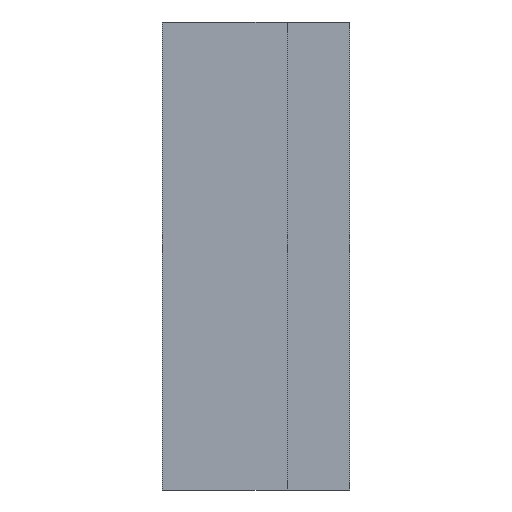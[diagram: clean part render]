
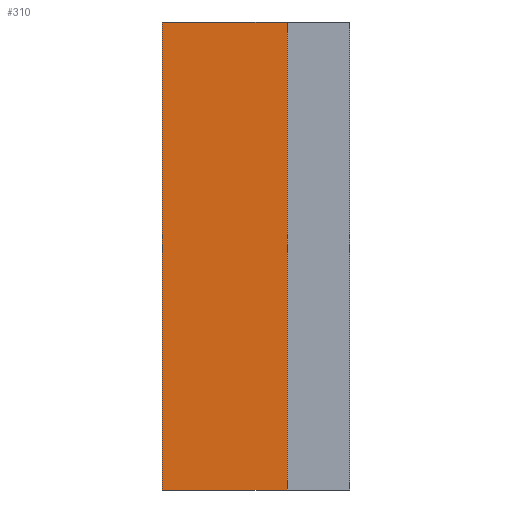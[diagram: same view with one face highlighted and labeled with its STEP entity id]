
A CAD part, left-side view. The second image highlights one B-rep face of the part: STEP entity #310.
In plain terms, the highlighted planar face has unit normal (-1, 0, 0).
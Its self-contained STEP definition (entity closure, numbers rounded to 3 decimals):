
#22=PLANE('',#350);
#38=FACE_OUTER_BOUND('',#56,.T.);
#56=EDGE_LOOP('',(#241,#242,#243,#244));
#78=LINE('',#471,#116);
#82=LINE('',#480,#120);
#83=LINE('',#482,#121);
#84=LINE('',#483,#122);
#116=VECTOR('',#388,10.);
#120=VECTOR('',#396,10.);
#121=VECTOR('',#397,10.);
#122=VECTOR('',#398,10.);
#157=VERTEX_POINT('',#464);
#160=VERTEX_POINT('',#469);
#163=VERTEX_POINT('',#479);
#164=VERTEX_POINT('',#481);
#190=EDGE_CURVE('',#157,#160,#78,.T.);
#194=EDGE_CURVE('',#163,#157,#82,.T.);
#195=EDGE_CURVE('',#164,#160,#83,.T.);
#196=EDGE_CURVE('',#163,#164,#84,.T.);
#241=ORIENTED_EDGE('',*,*,#194,.T.);
#242=ORIENTED_EDGE('',*,*,#190,.T.);
#243=ORIENTED_EDGE('',*,*,#195,.F.);
#244=ORIENTED_EDGE('',*,*,#196,.F.);
#310=ADVANCED_FACE('',(#38),#22,.T.);
#350=AXIS2_PLACEMENT_3D('',#478,#394,#395);
#388=DIRECTION('',(0.,0.,1.));
#394=DIRECTION('center_axis',(-1.,0.,0.));
#395=DIRECTION('ref_axis',(0.,-1.,0.));
#396=DIRECTION('',(0.,-1.,0.));
#397=DIRECTION('',(0.,-1.,0.));
#398=DIRECTION('',(0.,0.,1.));
#464=CARTESIAN_POINT('',(15.,2.,0.));
#469=CARTESIAN_POINT('',(15.,2.,15.));
#471=CARTESIAN_POINT('',(15.,2.,0.));
#478=CARTESIAN_POINT('Origin',(15.,6.,0.));
#479=CARTESIAN_POINT('',(15.,6.,0.));
#480=CARTESIAN_POINT('',(15.,6.,0.));
#481=CARTESIAN_POINT('',(15.,6.,15.));
#482=CARTESIAN_POINT('',(15.,6.,15.));
#483=CARTESIAN_POINT('',(15.,6.,0.));
